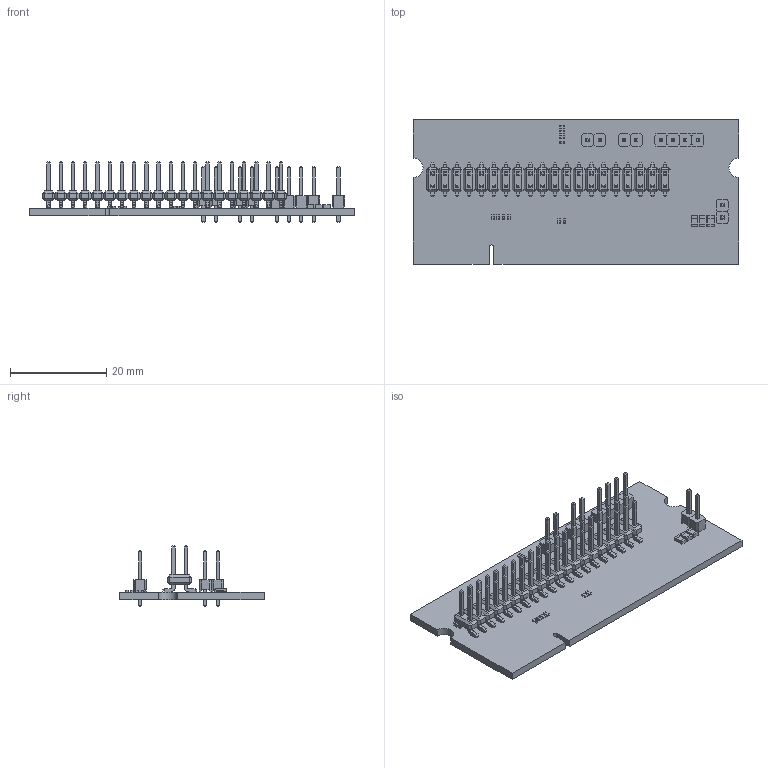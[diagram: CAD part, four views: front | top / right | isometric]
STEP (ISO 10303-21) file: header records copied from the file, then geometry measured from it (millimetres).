
FILE_DESCRIPTION(('Open CASCADE Model'),'2;1');
FILE_NAME('Open CASCADE Shape Model','2019-04-17T14:46:12',('Author'),( 'Open CASCADE'),'Open CASCADE STEP processor 6.8','Open CASCADE 6.8' ,'Unknown');
FILE_SCHEMA(('AUTOMOTIVE_DESIGN { 1 0 10303 214 1 1 1 1 }'));
Length unit declared in the file: millimetre
Products named in the file (26): PCB; Board; Open CASCADE STEP translator 6.8 1.1.1; R4; RES_0402_(1005_metric); R3; J2; User_Library-Molex_-_15-91-0100_(Pin_Header_2_54mm_10_Pin); J4; 65775; J5; J6; R7; RES_0805_(2012_metric); R8; R9; J3; R11; R10; R13; R12; R1; R2; R5; R6
Assembly tree (57 placements, depth 3):
  PCB
    Board
      Open CASCADE STEP translator 6.8 1.1.1
    R4
      RES_0402_(1005_metric)
    R3
      RES_0402_(1005_metric)
    J2
      User_Library-Molex_-_15-91-0100_(Pin_Header_2_54mm_10_Pin)  x4
    J4
      65775  x2
      65775  x2
    J5
      65775  x2
      65775  x2
    J6
      65775  x4
      65775  x4
    R7
      RES_0805_(2012_metric)
    R8
      RES_0805_(2012_metric)
    R9
      RES_0805_(2012_metric)
    J3
      65775  x2
      65775  x2
    R11
      RES_0402_(1005_metric)
    R10
      RES_0402_(1005_metric)
    R13
      RES_0402_(1005_metric)
    R12
      RES_0402_(1005_metric)
    R1
      RES_0402_(1005_metric)
    R2
      RES_0402_(1005_metric)
    R5
      RES_0402_(1005_metric)
    R6
      RES_0402_(1005_metric)
Bounding box: 67.6 x 30 x 12.66 mm (x, y, z)
Volume: 4033.9 mm3; surface area: 7472.3 mm2
Topology: 94 solids, 94 shells, 2150 faces, 4902 edges, 2940 vertices
Faces by surface type: plane 2067, cylinder 83
Entity records: 13465 total; most frequent: CARTESIAN_POINT 2170, DIRECTION 2118, ORIENTED_EDGE 2072, EDGE_CURVE 1036, LINE 990, VECTOR 990, VERTEX_POINT 616, AXIS2_PLACEMENT_3D 564
